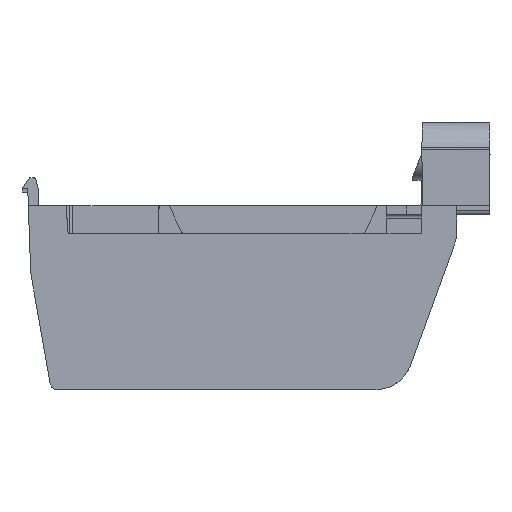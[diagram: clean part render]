
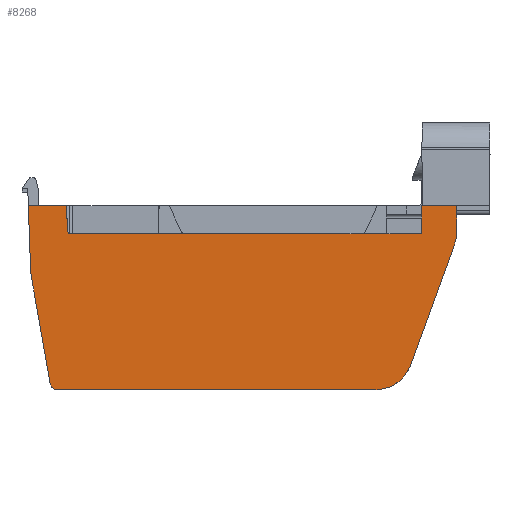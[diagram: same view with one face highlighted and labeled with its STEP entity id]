
A CAD part, left-side view. The second image highlights one B-rep face of the part: STEP entity #8268.
In plain terms, the highlighted planar face has unit normal (-1, 0, -0.009).
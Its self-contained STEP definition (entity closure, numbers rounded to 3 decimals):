
#380=FACE_OUTER_BOUND('',#823,.T.);
#823=EDGE_LOOP('',(#5494,#5495,#5496,#5497,#5498,#5499,#5500,#5501,#5502,
#5503,#5504,#5505,#5506,#5507,#5508,#5509,#5510,#5511));
#1282=ELLIPSE('',#8715,0.5,0.5);
#1283=ELLIPSE('',#8716,1.,1.);
#1284=ELLIPSE('',#8717,5.,5.);
#1285=ELLIPSE('',#8718,5.,5.);
#1520=LINE('',#11620,#2426);
#1545=LINE('',#11677,#2451);
#1546=LINE('',#11679,#2452);
#1547=LINE('',#11682,#2453);
#1548=LINE('',#11684,#2454);
#1549=LINE('',#11686,#2455);
#1550=LINE('',#11690,#2456);
#1551=LINE('',#11694,#2457);
#1552=LINE('',#11698,#2458);
#1553=LINE('',#11700,#2459);
#1554=LINE('',#11702,#2460);
#1555=LINE('',#11704,#2461);
#1556=LINE('',#11706,#2462);
#1557=LINE('',#11707,#2463);
#2426=VECTOR('',#9395,5.225);
#2451=VECTOR('',#9428,3.591);
#2452=VECTOR('',#9429,11.858);
#2453=VECTOR('',#9432,3.309);
#2454=VECTOR('',#9433,9.154);
#2455=VECTOR('',#9434,15.258);
#2456=VECTOR('',#9437,43.286);
#2457=VECTOR('',#9440,17.546);
#2458=VECTOR('',#9443,3.512);
#2459=VECTOR('',#9444,4.767);
#2460=VECTOR('',#9445,3.8);
#2461=VECTOR('',#9446,4.703);
#2462=VECTOR('',#9447,3.387);
#2463=VECTOR('',#9448,24.119);
#3333=VERTEX_POINT('',#11617);
#3334=VERTEX_POINT('',#11619);
#3361=VERTEX_POINT('',#11675);
#3362=VERTEX_POINT('',#11676);
#3363=VERTEX_POINT('',#11678);
#3364=VERTEX_POINT('',#11680);
#3365=VERTEX_POINT('',#11683);
#3366=VERTEX_POINT('',#11685);
#3367=VERTEX_POINT('',#11687);
#3368=VERTEX_POINT('',#11689);
#3369=VERTEX_POINT('',#11691);
#3370=VERTEX_POINT('',#11693);
#3371=VERTEX_POINT('',#11695);
#3372=VERTEX_POINT('',#11697);
#3373=VERTEX_POINT('',#11699);
#3374=VERTEX_POINT('',#11701);
#3375=VERTEX_POINT('',#11703);
#3376=VERTEX_POINT('',#11705);
#4181=EDGE_CURVE('',#3334,#3333,#1520,.T.);
#4209=EDGE_CURVE('',#3361,#3362,#1545,.T.);
#4210=EDGE_CURVE('',#3363,#3362,#1546,.T.);
#4211=EDGE_CURVE('',#3364,#3363,#1282,.T.);
#4212=EDGE_CURVE('',#3334,#3364,#1547,.T.);
#4213=EDGE_CURVE('',#3333,#3365,#1548,.T.);
#4214=EDGE_CURVE('',#3366,#3365,#1549,.T.);
#4215=EDGE_CURVE('',#3367,#3366,#1283,.T.);
#4216=EDGE_CURVE('',#3368,#3367,#1550,.T.);
#4217=EDGE_CURVE('',#3369,#3368,#1284,.T.);
#4218=EDGE_CURVE('',#3370,#3369,#1551,.T.);
#4219=EDGE_CURVE('',#3371,#3370,#1285,.T.);
#4220=EDGE_CURVE('',#3372,#3371,#1552,.T.);
#4221=EDGE_CURVE('',#3372,#3373,#1553,.T.);
#4222=EDGE_CURVE('',#3373,#3374,#1554,.T.);
#4223=EDGE_CURVE('',#3375,#3374,#1555,.T.);
#4224=EDGE_CURVE('',#3375,#3376,#1556,.T.);
#4225=EDGE_CURVE('',#3376,#3361,#1557,.T.);
#5494=ORIENTED_EDGE('',*,*,#4209,.T.);
#5495=ORIENTED_EDGE('',*,*,#4210,.F.);
#5496=ORIENTED_EDGE('',*,*,#4211,.F.);
#5497=ORIENTED_EDGE('',*,*,#4212,.F.);
#5498=ORIENTED_EDGE('',*,*,#4181,.T.);
#5499=ORIENTED_EDGE('',*,*,#4213,.T.);
#5500=ORIENTED_EDGE('',*,*,#4214,.F.);
#5501=ORIENTED_EDGE('',*,*,#4215,.F.);
#5502=ORIENTED_EDGE('',*,*,#4216,.F.);
#5503=ORIENTED_EDGE('',*,*,#4217,.F.);
#5504=ORIENTED_EDGE('',*,*,#4218,.F.);
#5505=ORIENTED_EDGE('',*,*,#4219,.F.);
#5506=ORIENTED_EDGE('',*,*,#4220,.F.);
#5507=ORIENTED_EDGE('',*,*,#4221,.T.);
#5508=ORIENTED_EDGE('',*,*,#4222,.T.);
#5509=ORIENTED_EDGE('',*,*,#4223,.F.);
#5510=ORIENTED_EDGE('',*,*,#4224,.T.);
#5511=ORIENTED_EDGE('',*,*,#4225,.T.);
#7993=PLANE('',#8714);
#8268=ADVANCED_FACE('',(#380),#7993,.F.);
#8714=AXIS2_PLACEMENT_3D('',#11674,#9426,#9427);
#8715=AXIS2_PLACEMENT_3D('',#11681,#9430,#9431);
#8716=AXIS2_PLACEMENT_3D('',#11688,#9435,#9436);
#8717=AXIS2_PLACEMENT_3D('',#11692,#9438,#9439);
#8718=AXIS2_PLACEMENT_3D('',#11696,#9441,#9442);
#9395=DIRECTION('',(0.,1.,0.));
#9426=DIRECTION('center_axis',(1.,0.,0.009));
#9427=DIRECTION('ref_axis',(0.009,0.,-1.));
#9428=DIRECTION('',(0.,1.,0.));
#9429=DIRECTION('',(0.,-1.,0.));
#9430=DIRECTION('center_axis',(-1.,0.,-0.009));
#9431=DIRECTION('ref_axis',(-0.009,0.,1.));
#9432=DIRECTION('',(0.009,-0.017,-1.));
#9433=DIRECTION('',(0.009,-0.035,-0.999));
#9434=DIRECTION('',(-0.009,0.174,0.985));
#9435=DIRECTION('center_axis',(1.,0.,0.009));
#9436=DIRECTION('ref_axis',(-0.009,0.,1.));
#9437=DIRECTION('',(0.,1.,0.));
#9438=DIRECTION('center_axis',(1.,0.,0.009));
#9439=DIRECTION('ref_axis',(0.009,0.,-1.));
#9440=DIRECTION('',(0.008,0.342,-0.94));
#9441=DIRECTION('center_axis',(1.,0.,0.009));
#9442=DIRECTION('ref_axis',(-0.009,0.,1.));
#9443=DIRECTION('',(0.009,0.,-1.));
#9444=DIRECTION('',(0.,1.,0.));
#9445=DIRECTION('',(0.009,0.009,-1.));
#9446=DIRECTION('',(0.,-1.,0.));
#9447=DIRECTION('',(0.,1.,0.));
#9448=DIRECTION('',(0.,1.,0.));
#11617=CARTESIAN_POINT('',(-22.031,40.655,-0.291));
#11619=CARTESIAN_POINT('',(-22.031,35.43,-0.291));
#11620=CARTESIAN_POINT('',(-22.031,35.43,-0.291));
#11674=CARTESIAN_POINT('Origin',(-21.813,15.058,-25.291));
#11675=CARTESIAN_POINT('',(-21.998,19.424,-4.091));
#11676=CARTESIAN_POINT('',(-21.998,23.014,-4.091));
#11677=CARTESIAN_POINT('',(-21.998,19.424,-4.091));
#11678=CARTESIAN_POINT('',(-21.998,34.872,-4.091));
#11679=CARTESIAN_POINT('',(-21.998,34.872,-4.091));
#11680=CARTESIAN_POINT('',(-22.002,35.372,-3.6));
#11681=CARTESIAN_POINT('Origin',(-22.002,34.872,-3.591));
#11682=CARTESIAN_POINT('',(-22.031,35.43,-0.291));
#11683=CARTESIAN_POINT('',(-21.951,40.335,-9.439));
#11684=CARTESIAN_POINT('',(-22.031,40.655,-0.291));
#11685=CARTESIAN_POINT('',(-21.82,37.686,-24.465));
#11686=CARTESIAN_POINT('',(-21.82,37.686,-24.465));
#11687=CARTESIAN_POINT('',(-21.813,36.701,-25.291));
#11688=CARTESIAN_POINT('Origin',(-21.821,36.701,-24.291));
#11689=CARTESIAN_POINT('',(-21.813,-6.585,-25.291));
#11690=CARTESIAN_POINT('',(-21.813,-6.585,-25.291));
#11691=CARTESIAN_POINT('',(-21.841,-11.283,-22.001));
#11692=CARTESIAN_POINT('Origin',(-21.856,-6.585,-20.291));
#11693=CARTESIAN_POINT('',(-21.985,-17.284,-5.513));
#11694=CARTESIAN_POINT('',(-21.985,-17.284,-5.513));
#11695=CARTESIAN_POINT('',(-22.,-17.586,-3.803));
#11696=CARTESIAN_POINT('Origin',(-22.,-12.586,-3.803));
#11697=CARTESIAN_POINT('',(-22.031,-17.586,-0.291));
#11698=CARTESIAN_POINT('',(-22.031,-17.586,-0.291));
#11699=CARTESIAN_POINT('',(-22.031,-12.819,-0.291));
#11700=CARTESIAN_POINT('',(-22.031,-17.586,-0.291));
#11701=CARTESIAN_POINT('',(-21.998,-12.786,-4.091));
#11702=CARTESIAN_POINT('',(-22.031,-12.819,-0.291));
#11703=CARTESIAN_POINT('',(-21.998,-8.083,-4.091));
#11704=CARTESIAN_POINT('',(-21.998,-8.083,-4.091));
#11705=CARTESIAN_POINT('',(-21.998,-4.695,-4.091));
#11706=CARTESIAN_POINT('',(-21.998,-8.083,-4.091));
#11707=CARTESIAN_POINT('',(-21.998,-4.695,-4.091));
